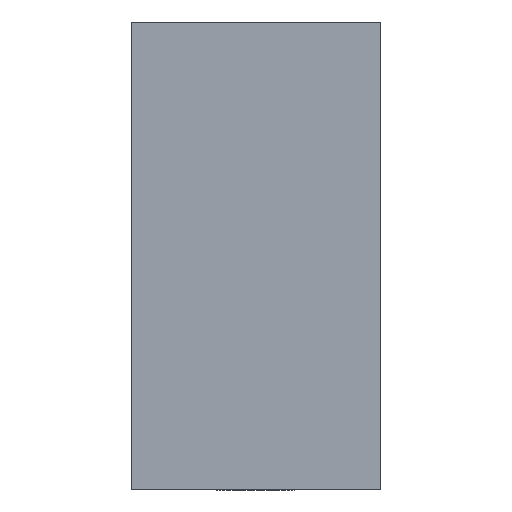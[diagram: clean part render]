
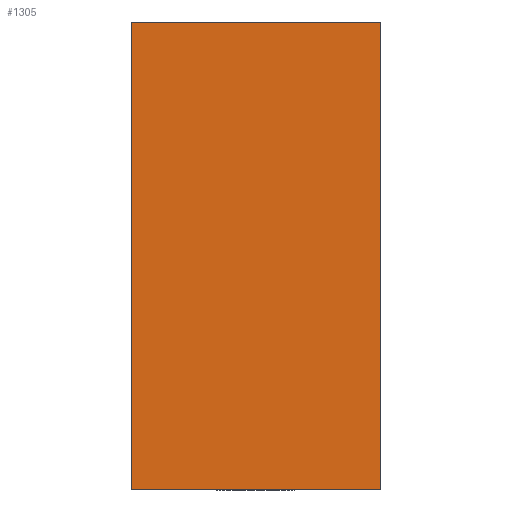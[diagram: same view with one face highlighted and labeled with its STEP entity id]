
A CAD part, front view. The second image highlights one B-rep face of the part: STEP entity #1305.
In plain terms, the highlighted planar face has unit normal (0, -1, 0).
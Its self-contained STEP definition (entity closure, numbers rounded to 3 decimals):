
#22 = VERTEX_POINT('',#23);
#23 = CARTESIAN_POINT('',(-8.,0.,30.098));
#32 = PLANE('',#33);
#33 = AXIS2_PLACEMENT_3D('',#34,#35,#36);
#34 = CARTESIAN_POINT('',(-8.,0.,30.098));
#35 = DIRECTION('',(0.,0.,-1.));
#36 = DIRECTION('',(1.,0.,0.));
#44 = PLANE('',#45);
#45 = AXIS2_PLACEMENT_3D('',#46,#47,#48);
#46 = CARTESIAN_POINT('',(-8.,0.,0.098));
#47 = DIRECTION('',(1.,0.,0.));
#48 = DIRECTION('',(0.,0.,1.));
#85 = VERTEX_POINT('',#86);
#86 = CARTESIAN_POINT('',(8.,0.,30.098));
#100 = PLANE('',#101);
#101 = AXIS2_PLACEMENT_3D('',#102,#103,#104);
#102 = CARTESIAN_POINT('',(8.,0.,30.098));
#103 = DIRECTION('',(-1.,0.,0.));
#104 = DIRECTION('',(0.,0.,-1.));
#112 = EDGE_CURVE('',#22,#85,#113,.T.);
#113 = SURFACE_CURVE('',#114,(#118,#125),.PCURVE_S1.);
#114 = LINE('',#115,#116);
#115 = CARTESIAN_POINT('',(-8.,0.,30.098));
#116 = VECTOR('',#117,1.);
#117 = DIRECTION('',(1.,0.,0.));
#118 = PCURVE('',#32,#119);
#119 = DEFINITIONAL_REPRESENTATION('',(#120),#124);
#120 = LINE('',#121,#122);
#121 = CARTESIAN_POINT('',(0.,0.));
#122 = VECTOR('',#123,1.);
#123 = DIRECTION('',(1.,0.));
#124 = ( GEOMETRIC_REPRESENTATION_CONTEXT(2) 
PARAMETRIC_REPRESENTATION_CONTEXT() REPRESENTATION_CONTEXT('2D SPACE',''
  ) );
#125 = PCURVE('',#126,#131);
#126 = PLANE('',#127);
#127 = AXIS2_PLACEMENT_3D('',#128,#129,#130);
#128 = CARTESIAN_POINT('',(0.,0.,15.098));
#129 = DIRECTION('',(0.,1.,0.));
#130 = DIRECTION('',(0.,0.,1.));
#131 = DEFINITIONAL_REPRESENTATION('',(#132),#136);
#132 = LINE('',#133,#134);
#133 = CARTESIAN_POINT('',(15.,-8.));
#134 = VECTOR('',#135,1.);
#135 = DIRECTION('',(0.,1.));
#136 = ( GEOMETRIC_REPRESENTATION_CONTEXT(2) 
PARAMETRIC_REPRESENTATION_CONTEXT() REPRESENTATION_CONTEXT('2D SPACE',''
  ) );
#421 = EDGE_CURVE('',#422,#22,#424,.T.);
#422 = VERTEX_POINT('',#423);
#423 = CARTESIAN_POINT('',(-8.,0.,0.098));
#424 = SURFACE_CURVE('',#425,(#429,#436),.PCURVE_S1.);
#425 = LINE('',#426,#427);
#426 = CARTESIAN_POINT('',(-8.,0.,0.098));
#427 = VECTOR('',#428,1.);
#428 = DIRECTION('',(0.,0.,1.));
#429 = PCURVE('',#44,#430);
#430 = DEFINITIONAL_REPRESENTATION('',(#431),#435);
#431 = LINE('',#432,#433);
#432 = CARTESIAN_POINT('',(0.,0.));
#433 = VECTOR('',#434,1.);
#434 = DIRECTION('',(1.,0.));
#435 = ( GEOMETRIC_REPRESENTATION_CONTEXT(2) 
PARAMETRIC_REPRESENTATION_CONTEXT() REPRESENTATION_CONTEXT('2D SPACE',''
  ) );
#436 = PCURVE('',#126,#437);
#437 = DEFINITIONAL_REPRESENTATION('',(#438),#442);
#438 = LINE('',#439,#440);
#439 = CARTESIAN_POINT('',(-15.,-8.));
#440 = VECTOR('',#441,1.);
#441 = DIRECTION('',(1.,0.));
#442 = ( GEOMETRIC_REPRESENTATION_CONTEXT(2) 
PARAMETRIC_REPRESENTATION_CONTEXT() REPRESENTATION_CONTEXT('2D SPACE',''
  ) );
#460 = PLANE('',#461);
#461 = AXIS2_PLACEMENT_3D('',#462,#463,#464);
#462 = CARTESIAN_POINT('',(8.,0.,0.098));
#463 = DIRECTION('',(0.,0.,1.));
#464 = DIRECTION('',(-1.,0.,0.));
#1305 = ADVANCED_FACE('',(#1306),#126,.F.);
#1306 = FACE_BOUND('',#1307,.F.);
#1307 = EDGE_LOOP('',(#1308,#1309,#1332,#1353));
#1308 = ORIENTED_EDGE('',*,*,#112,.T.);
#1309 = ORIENTED_EDGE('',*,*,#1310,.T.);
#1310 = EDGE_CURVE('',#85,#1311,#1313,.T.);
#1311 = VERTEX_POINT('',#1312);
#1312 = CARTESIAN_POINT('',(8.,0.,0.098));
#1313 = SURFACE_CURVE('',#1314,(#1318,#1325),.PCURVE_S1.);
#1314 = LINE('',#1315,#1316);
#1315 = CARTESIAN_POINT('',(8.,0.,30.098));
#1316 = VECTOR('',#1317,1.);
#1317 = DIRECTION('',(0.,0.,-1.));
#1318 = PCURVE('',#126,#1319);
#1319 = DEFINITIONAL_REPRESENTATION('',(#1320),#1324);
#1320 = LINE('',#1321,#1322);
#1321 = CARTESIAN_POINT('',(15.,8.));
#1322 = VECTOR('',#1323,1.);
#1323 = DIRECTION('',(-1.,0.));
#1324 = ( GEOMETRIC_REPRESENTATION_CONTEXT(2) 
PARAMETRIC_REPRESENTATION_CONTEXT() REPRESENTATION_CONTEXT('2D SPACE',''
  ) );
#1325 = PCURVE('',#100,#1326);
#1326 = DEFINITIONAL_REPRESENTATION('',(#1327),#1331);
#1327 = LINE('',#1328,#1329);
#1328 = CARTESIAN_POINT('',(0.,0.));
#1329 = VECTOR('',#1330,1.);
#1330 = DIRECTION('',(1.,0.));
#1331 = ( GEOMETRIC_REPRESENTATION_CONTEXT(2) 
PARAMETRIC_REPRESENTATION_CONTEXT() REPRESENTATION_CONTEXT('2D SPACE',''
  ) );
#1332 = ORIENTED_EDGE('',*,*,#1333,.T.);
#1333 = EDGE_CURVE('',#1311,#422,#1334,.T.);
#1334 = SURFACE_CURVE('',#1335,(#1339,#1346),.PCURVE_S1.);
#1335 = LINE('',#1336,#1337);
#1336 = CARTESIAN_POINT('',(8.,0.,0.098));
#1337 = VECTOR('',#1338,1.);
#1338 = DIRECTION('',(-1.,0.,0.));
#1339 = PCURVE('',#126,#1340);
#1340 = DEFINITIONAL_REPRESENTATION('',(#1341),#1345);
#1341 = LINE('',#1342,#1343);
#1342 = CARTESIAN_POINT('',(-15.,8.));
#1343 = VECTOR('',#1344,1.);
#1344 = DIRECTION('',(-0.,-1.));
#1345 = ( GEOMETRIC_REPRESENTATION_CONTEXT(2) 
PARAMETRIC_REPRESENTATION_CONTEXT() REPRESENTATION_CONTEXT('2D SPACE',''
  ) );
#1346 = PCURVE('',#460,#1347);
#1347 = DEFINITIONAL_REPRESENTATION('',(#1348),#1352);
#1348 = LINE('',#1349,#1350);
#1349 = CARTESIAN_POINT('',(0.,-0.));
#1350 = VECTOR('',#1351,1.);
#1351 = DIRECTION('',(1.,0.));
#1352 = ( GEOMETRIC_REPRESENTATION_CONTEXT(2) 
PARAMETRIC_REPRESENTATION_CONTEXT() REPRESENTATION_CONTEXT('2D SPACE',''
  ) );
#1353 = ORIENTED_EDGE('',*,*,#421,.T.);
